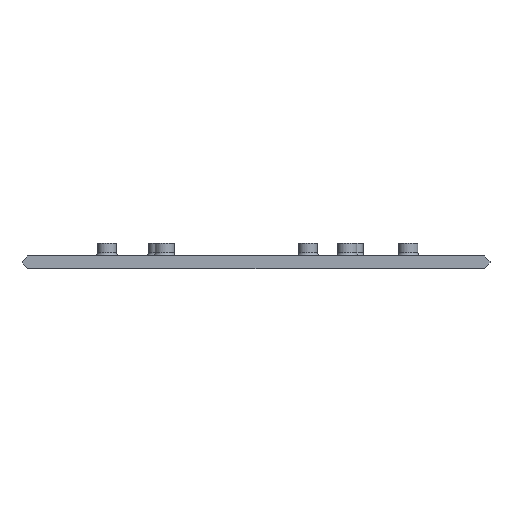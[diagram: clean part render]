
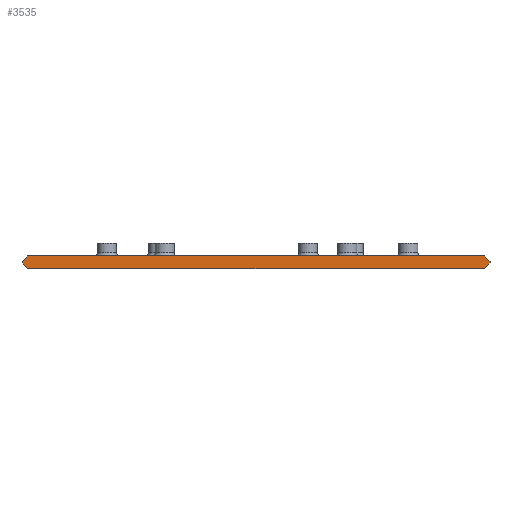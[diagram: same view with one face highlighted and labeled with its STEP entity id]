
A CAD part, front view. The second image highlights one B-rep face of the part: STEP entity #3535.
In plain terms, the highlighted planar face has unit normal (0, -1, 0).
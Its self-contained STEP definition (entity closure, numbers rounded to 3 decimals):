
#192=FACE_OUTER_BOUND('',#374,.T.);
#374=EDGE_LOOP('',(#2366,#2367,#2368,#2369,#2370,#2371,#2372,#2373));
#635=LINE('',#4926,#1077);
#636=LINE('',#4928,#1078);
#637=LINE('',#4930,#1079);
#638=LINE('',#4932,#1080);
#639=LINE('',#4934,#1081);
#640=LINE('',#4936,#1082);
#641=LINE('',#4938,#1083);
#642=LINE('',#4939,#1084);
#1077=VECTOR('',#3984,10.);
#1078=VECTOR('',#3985,10.);
#1079=VECTOR('',#3986,10.);
#1080=VECTOR('',#3987,10.);
#1081=VECTOR('',#3988,10.);
#1082=VECTOR('',#3989,10.);
#1083=VECTOR('',#3990,10.);
#1084=VECTOR('',#3991,10.);
#1519=VERTEX_POINT('',#4924);
#1520=VERTEX_POINT('',#4925);
#1521=VERTEX_POINT('',#4927);
#1522=VERTEX_POINT('',#4929);
#1523=VERTEX_POINT('',#4931);
#1524=VERTEX_POINT('',#4933);
#1525=VERTEX_POINT('',#4935);
#1526=VERTEX_POINT('',#4937);
#1857=EDGE_CURVE('',#1519,#1520,#635,.T.);
#1858=EDGE_CURVE('',#1521,#1519,#636,.T.);
#1859=EDGE_CURVE('',#1522,#1521,#637,.T.);
#1860=EDGE_CURVE('',#1523,#1522,#638,.T.);
#1861=EDGE_CURVE('',#1524,#1523,#639,.T.);
#1862=EDGE_CURVE('',#1525,#1524,#640,.T.);
#1863=EDGE_CURVE('',#1526,#1525,#641,.T.);
#1864=EDGE_CURVE('',#1520,#1526,#642,.T.);
#2366=ORIENTED_EDGE('',*,*,#1857,.F.);
#2367=ORIENTED_EDGE('',*,*,#1858,.F.);
#2368=ORIENTED_EDGE('',*,*,#1859,.F.);
#2369=ORIENTED_EDGE('',*,*,#1860,.F.);
#2370=ORIENTED_EDGE('',*,*,#1861,.F.);
#2371=ORIENTED_EDGE('',*,*,#1862,.F.);
#2372=ORIENTED_EDGE('',*,*,#1863,.F.);
#2373=ORIENTED_EDGE('',*,*,#1864,.F.);
#3384=PLANE('',#3731);
#3535=ADVANCED_FACE('',(#192),#3384,.F.);
#3731=AXIS2_PLACEMENT_3D('',#4923,#3982,#3983);
#3982=DIRECTION('center_axis',(0.,1.,0.));
#3983=DIRECTION('ref_axis',(0.,0.,1.));
#3984=DIRECTION('',(1.,0.,0.));
#3985=DIRECTION('',(0.707,0.,0.707));
#3986=DIRECTION('',(0.,0.,1.));
#3987=DIRECTION('',(-0.707,0.,0.707));
#3988=DIRECTION('',(-1.,0.,0.));
#3989=DIRECTION('',(-0.707,0.,-0.707));
#3990=DIRECTION('',(0.,0.,-1.));
#3991=DIRECTION('',(0.707,0.,-0.707));
#4923=CARTESIAN_POINT('Origin',(0.,-12.,0.));
#4924=CARTESIAN_POINT('',(-72.5,-12.,2.));
#4925=CARTESIAN_POINT('',(72.5,-12.,2.));
#4926=CARTESIAN_POINT('',(-36.25,-12.,2.));
#4927=CARTESIAN_POINT('',(-74.3,-12.,0.2));
#4928=CARTESIAN_POINT('',(-55.775,-12.,18.725));
#4929=CARTESIAN_POINT('',(-74.3,-12.,-0.2));
#4930=CARTESIAN_POINT('',(-74.3,-12.,-0.1));
#4931=CARTESIAN_POINT('',(-72.5,-12.,-2.));
#4932=CARTESIAN_POINT('',(-54.875,-12.,-19.625));
#4933=CARTESIAN_POINT('',(72.5,-12.,-2.));
#4934=CARTESIAN_POINT('',(36.25,-12.,-2.));
#4935=CARTESIAN_POINT('',(74.3,-12.,-0.2));
#4936=CARTESIAN_POINT('',(55.775,-12.,-18.725));
#4937=CARTESIAN_POINT('',(74.3,-12.,0.2));
#4938=CARTESIAN_POINT('',(74.3,-12.,0.1));
#4939=CARTESIAN_POINT('',(54.875,-12.,19.625));
